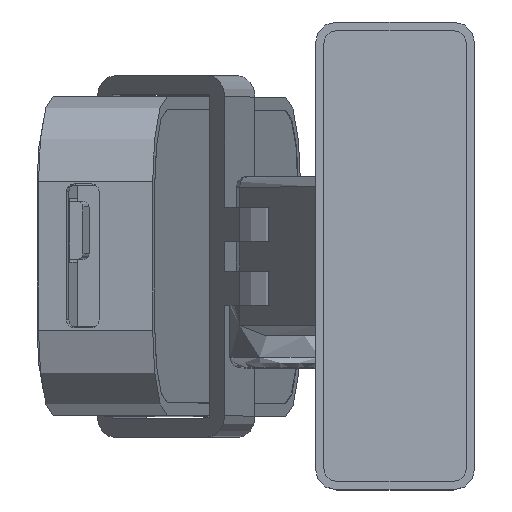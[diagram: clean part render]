
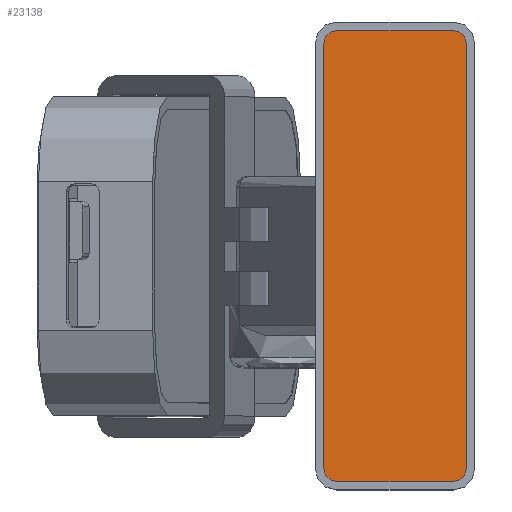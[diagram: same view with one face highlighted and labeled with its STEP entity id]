
A CAD part, top view. The second image highlights one B-rep face of the part: STEP entity #23138.
In plain terms, the highlighted planar face has unit normal (0, 0, 1).
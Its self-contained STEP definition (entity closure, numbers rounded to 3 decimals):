
#1399=CIRCLE('',#24869,1.2);
#1401=CIRCLE('',#24873,1.2);
#1403=CIRCLE('',#24877,1.2);
#1405=CIRCLE('',#24881,1.2);
#2614=FACE_OUTER_BOUND('',#3969,.T.);
#3969=EDGE_LOOP('',(#20616,#20617,#20618,#20619,#20620,#20621,#20622,#20623));
#6394=LINE('',#55427,#8830);
#6398=LINE('',#55439,#8834);
#6402=LINE('',#55451,#8838);
#6406=LINE('',#55461,#8842);
#8830=VECTOR('',#30500,10.);
#8834=VECTOR('',#30512,10.);
#8838=VECTOR('',#30524,10.);
#8842=VECTOR('',#30536,10.);
#10955=VERTEX_POINT('',#55418);
#10956=VERTEX_POINT('',#55420);
#10958=VERTEX_POINT('',#55426);
#10960=VERTEX_POINT('',#55432);
#10962=VERTEX_POINT('',#55438);
#10964=VERTEX_POINT('',#55444);
#10966=VERTEX_POINT('',#55450);
#10968=VERTEX_POINT('',#55456);
#14168=EDGE_CURVE('',#10956,#10955,#1399,.T.);
#14171=EDGE_CURVE('',#10958,#10956,#6394,.T.);
#14174=EDGE_CURVE('',#10960,#10958,#1401,.T.);
#14177=EDGE_CURVE('',#10962,#10960,#6398,.T.);
#14180=EDGE_CURVE('',#10964,#10962,#1403,.T.);
#14183=EDGE_CURVE('',#10966,#10964,#6402,.T.);
#14186=EDGE_CURVE('',#10968,#10966,#1405,.T.);
#14189=EDGE_CURVE('',#10955,#10968,#6406,.T.);
#20616=ORIENTED_EDGE('',*,*,#14189,.T.);
#20617=ORIENTED_EDGE('',*,*,#14186,.T.);
#20618=ORIENTED_EDGE('',*,*,#14183,.T.);
#20619=ORIENTED_EDGE('',*,*,#14180,.T.);
#20620=ORIENTED_EDGE('',*,*,#14177,.T.);
#20621=ORIENTED_EDGE('',*,*,#14174,.T.);
#20622=ORIENTED_EDGE('',*,*,#14171,.T.);
#20623=ORIENTED_EDGE('',*,*,#14168,.T.);
#21485=PLANE('',#24883);
#23138=ADVANCED_FACE('',(#2614),#21485,.T.);
#24869=AXIS2_PLACEMENT_3D('',#55421,#30494,#30495);
#24873=AXIS2_PLACEMENT_3D('',#55433,#30506,#30507);
#24877=AXIS2_PLACEMENT_3D('',#55445,#30518,#30519);
#24881=AXIS2_PLACEMENT_3D('',#55457,#30530,#30531);
#24883=AXIS2_PLACEMENT_3D('',#55462,#30537,#30538);
#30494=DIRECTION('center_axis',(0.,0.,
1.));
#30495=DIRECTION('ref_axis',(0.,-1.,0.));
#30500=DIRECTION('',(1.,0.,0.));
#30506=DIRECTION('center_axis',(0.,0.,
1.));
#30507=DIRECTION('ref_axis',(-1.,0.,0.));
#30512=DIRECTION('',(0.,-1.,0.));
#30518=DIRECTION('center_axis',(0.,0.,
1.));
#30519=DIRECTION('ref_axis',(0.,1.,0.));
#30524=DIRECTION('',(-1.,0.,0.));
#30530=DIRECTION('center_axis',(0.,0.,
1.));
#30531=DIRECTION('ref_axis',(1.,0.,0.));
#30536=DIRECTION('',(0.,1.,0.));
#30537=DIRECTION('center_axis',(0.,0.,
1.));
#30538=DIRECTION('ref_axis',(1.,0.,0.));
#55418=CARTESIAN_POINT('',(6.7,-20.,0.2));
#55420=CARTESIAN_POINT('',(5.5,-21.2,0.2));
#55421=CARTESIAN_POINT('Origin',(5.5,-20.,0.2));
#55426=CARTESIAN_POINT('',(-5.5,-21.2,0.2));
#55427=CARTESIAN_POINT('',(-5.5,-21.2,0.2));
#55432=CARTESIAN_POINT('',(-6.7,-20.,0.2));
#55433=CARTESIAN_POINT('Origin',(-5.5,-20.,0.2));
#55438=CARTESIAN_POINT('',(-6.7,20.,0.2));
#55439=CARTESIAN_POINT('',(-6.7,20.,0.2));
#55444=CARTESIAN_POINT('',(-5.5,21.2,0.2));
#55445=CARTESIAN_POINT('Origin',(-5.5,20.,0.2));
#55450=CARTESIAN_POINT('',(5.5,21.2,0.2));
#55451=CARTESIAN_POINT('',(5.5,21.2,0.2));
#55456=CARTESIAN_POINT('',(6.7,20.,0.2));
#55457=CARTESIAN_POINT('Origin',(5.5,20.,0.2));
#55461=CARTESIAN_POINT('',(6.7,-20.,0.2));
#55462=CARTESIAN_POINT('Origin',(0.,0.,
0.2));
